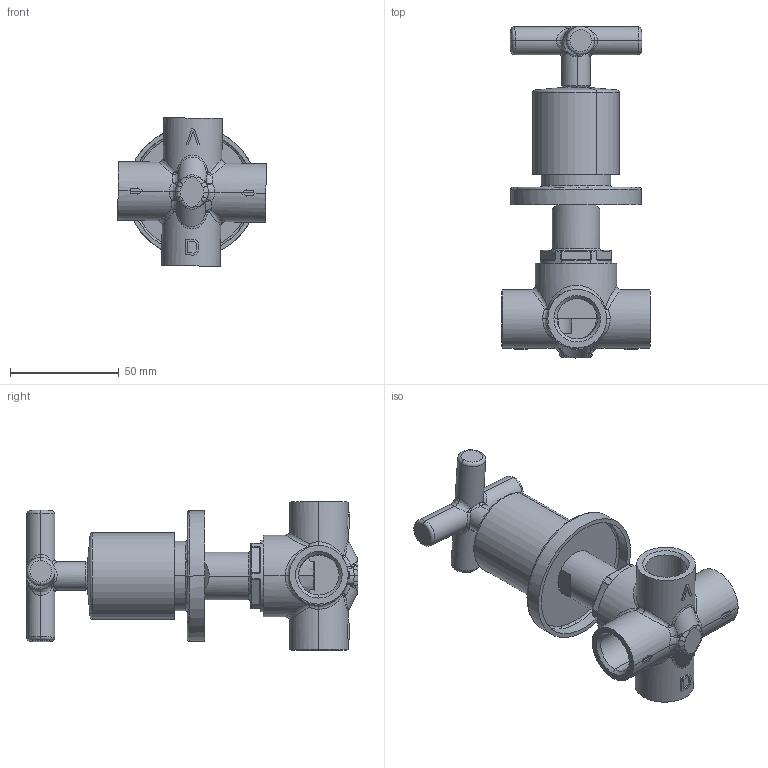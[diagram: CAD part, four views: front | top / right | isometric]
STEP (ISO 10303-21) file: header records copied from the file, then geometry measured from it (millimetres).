
FILE_DESCRIPTION(('CATIA V5 STEP Exchange','CAx-IF Rec.Pracs.--- Model Styling and Organization---1.5--- 2016-08-15','CAx-IF Rec.Pracs.---Supplemental Geometry---1.0---2011-11-01','CAx-IF Rec.Pracs.--- Composite Materials ---3.4---2017-06-13','CAx-IF Rec.Pracs.---Tessellated 3D Geometry---1.0---2015-12-17'),'2;1');
FILE_NAME('653.ST01xx - rendering.stp','2024-02-08T10:28:07+00:00',('none'),('none'),'CATIA Version 5-6 Release 2020 SP2','CATIA V5 STEP AP242 v2','none');
FILE_SCHEMA(('AP242_MANAGED_MODEL_BASED_3D_ENGINEERING_MIM_LF {1 0 10303 442 1 1 4}'));
Length unit declared in the file: millimetre
Products named in the file (1): PR653.ST01_AllCATPart
Bounding box: 68.42 x 152.8 x 68.42 mm (x, y, z)
Volume: 123125.7 mm3; surface area: 72065.9 mm2
Topology: 15 solids, 29 shells, 1456 faces, 4118 edges, 2736 vertices
Faces by surface type: plane 617, cylinder 377, torus 222, bspline 114, cone 60, extrusion 44, revolution 20, sphere 2
Entity records: 54888 total; most frequent: CARTESIAN_POINT 21641, ORIENTED_EDGE 8108, DIRECTION 4707, EDGE_CURVE 4102, VERTEX_POINT 2736, AXIS2_PLACEMENT_3D 2243, VECTOR 1563, EDGE_LOOP 1554
